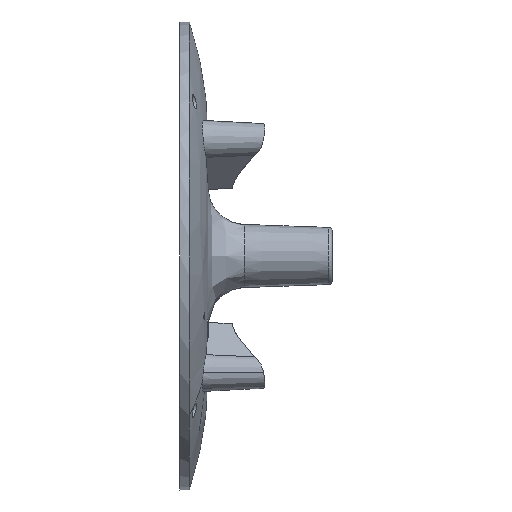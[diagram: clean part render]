
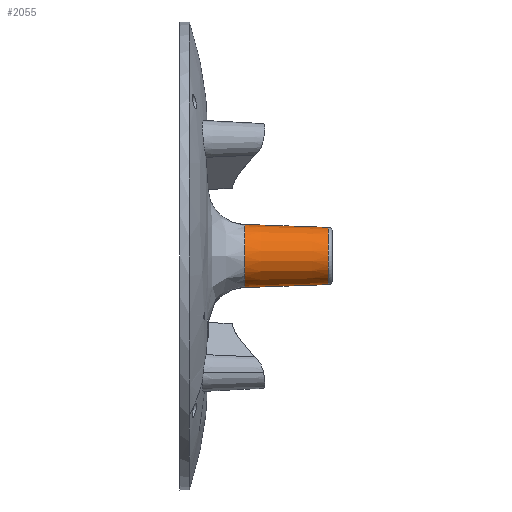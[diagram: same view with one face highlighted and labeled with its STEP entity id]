
A CAD part, left-side view. The second image highlights one B-rep face of the part: STEP entity #2055.
In plain terms, the highlighted conical face has half-angle 2 degrees and reference radius 16.469 mm.
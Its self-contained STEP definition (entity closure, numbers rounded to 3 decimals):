
#304 = ORIENTED_EDGE ( 'NONE', *, *, #1227, .T. ) ;
#781 = AXIS2_PLACEMENT_3D ( 'NONE', #2129, #7280, #4136 ) ;
#1227 = EDGE_CURVE ( 'NONE', #3392, #1743, #3892, .T. ) ;
#1493 = CARTESIAN_POINT ( 'NONE',  ( 690., 12.988, 73.531 ) ) ;
#1595 = VERTEX_POINT ( 'NONE', #2776 ) ;
#1743 = VERTEX_POINT ( 'NONE', #1493 ) ;
#2052 = ORIENTED_EDGE ( 'NONE', *, *, #2957, .F. ) ;
#2055 = ADVANCED_FACE ( 'NONE', ( #6316 ), #2434, .T. ) ;
#2129 = CARTESIAN_POINT ( 'NONE',  ( 690., 12.988, 90. ) ) ;
#2391 = VECTOR ( 'NONE', #10591, 1000. ) ;
#2434 = CONICAL_SURFACE ( 'NONE', #781, 16.469, 0.035 ) ;
#2776 = CARTESIAN_POINT ( 'NONE',  ( 690., -30.78, 75.06 ) ) ;
#2914 = CARTESIAN_POINT ( 'NONE',  ( 690., 12.988, 106.469 ) ) ;
#2957 = EDGE_CURVE ( 'NONE', #1595, #1743, #11111, .T. ) ;
#3215 = ORIENTED_EDGE ( 'NONE', *, *, #10854, .T. ) ;
#3392 = VERTEX_POINT ( 'NONE', #5011 ) ;
#3632 = CIRCLE ( 'NONE', #10214, 14.94 ) ;
#3892 = CIRCLE ( 'NONE', #5120, 16.469 ) ;
#3897 = DIRECTION ( 'NONE',  ( 0., 0., -1. ) ) ;
#4136 = DIRECTION ( 'NONE',  ( 0., 0., 1. ) ) ;
#4874 = VERTEX_POINT ( 'NONE', #7126 ) ;
#4918 = CARTESIAN_POINT ( 'NONE',  ( 690., -30.78, 90. ) ) ;
#5011 = CARTESIAN_POINT ( 'NONE',  ( 690., 12.988, 106.469 ) ) ;
#5120 = AXIS2_PLACEMENT_3D ( 'NONE', #12606, #6846, #8856 ) ;
#6066 = VECTOR ( 'NONE', #6403, 1000. ) ;
#6316 = FACE_OUTER_BOUND ( 'NONE', #8396, .T. ) ;
#6403 = DIRECTION ( 'NONE',  ( 0., 0.999, -0.035 ) ) ;
#6846 = DIRECTION ( 'NONE',  ( 0., -1., 0. ) ) ;
#7126 = CARTESIAN_POINT ( 'NONE',  ( 690., -30.78, 104.94 ) ) ;
#7280 = DIRECTION ( 'NONE',  ( 0., 1., 0. ) ) ;
#8341 = CARTESIAN_POINT ( 'NONE',  ( 690., 12.988, 73.531 ) ) ;
#8396 = EDGE_LOOP ( 'NONE', ( #2052, #9579, #3215, #304 ) ) ;
#8856 = DIRECTION ( 'NONE',  ( 0., 0., 1. ) ) ;
#9579 = ORIENTED_EDGE ( 'NONE', *, *, #10818, .T. ) ;
#10214 = AXIS2_PLACEMENT_3D ( 'NONE', #4918, #12538, #3897 ) ;
#10591 = DIRECTION ( 'NONE',  ( 0., 0.999, 0.035 ) ) ;
#10818 = EDGE_CURVE ( 'NONE', #1595, #4874, #3632, .T. ) ;
#10854 = EDGE_CURVE ( 'NONE', #4874, #3392, #11751, .T. ) ;
#11111 = LINE ( 'NONE', #8341, #6066 ) ;
#11751 = LINE ( 'NONE', #2914, #2391 ) ;
#12538 = DIRECTION ( 'NONE',  ( 0., 1., 0. ) ) ;
#12606 = CARTESIAN_POINT ( 'NONE',  ( 690., 12.988, 90. ) ) ;
